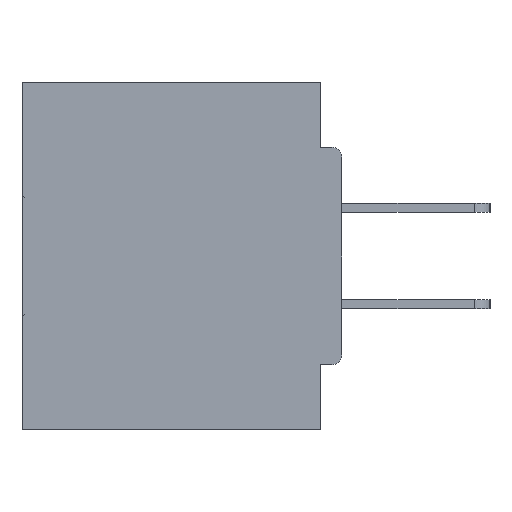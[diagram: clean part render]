
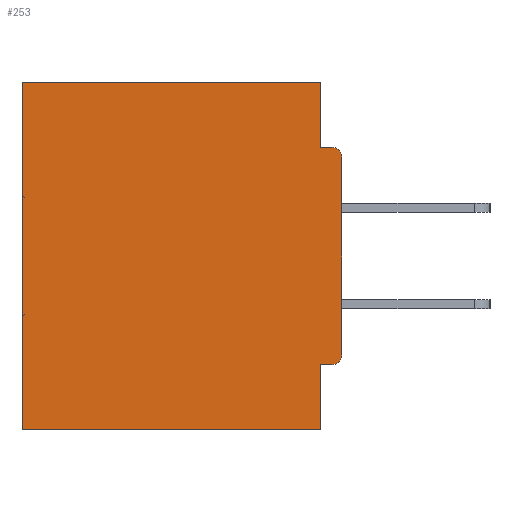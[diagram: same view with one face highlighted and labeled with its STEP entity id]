
A CAD part, left-side view. The second image highlights one B-rep face of the part: STEP entity #253.
In plain terms, the highlighted planar face has unit normal (-1, 0, 0).
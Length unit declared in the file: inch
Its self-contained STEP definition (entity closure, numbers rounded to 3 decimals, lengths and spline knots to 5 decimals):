
#253 = ADVANCED_FACE ( 'NONE', ( #15464 ), #11317, .F. ) ;
#2052 = CARTESIAN_POINT ( 'NONE',  ( 0.298, 0., 0. ) ) ;
#3052 = LINE ( 'NONE', #40571, #27627 ) ;
#3181 = EDGE_CURVE ( 'NONE', #27114, #18109, #31502, .T. ) ;
#3757 = VERTEX_POINT ( 'NONE', #42524 ) ;
#4768 = DIRECTION ( 'NONE',  ( -1., 0., 0. ) ) ;
#5058 = CARTESIAN_POINT ( 'NONE',  ( 0.298, 0., -0.4065 ) ) ;
#5135 = VERTEX_POINT ( 'NONE', #16692 ) ;
#5615 = VECTOR ( 'NONE', #21162, 39.37008 ) ;
#5770 = EDGE_CURVE ( 'NONE', #5135, #24335, #3052, .T. ) ;
#6409 = DIRECTION ( 'NONE',  ( 0., 1., 0. ) ) ;
#6900 = EDGE_CURVE ( 'NONE', #43011, #40711, #26990, .T. ) ;
#7013 = VECTOR ( 'NONE', #17225, 39.37008 ) ;
#7694 = DIRECTION ( 'NONE',  ( 0., 0., -1. ) ) ;
#8334 = DIRECTION ( 'NONE',  ( 0., 0., -1. ) ) ;
#8335 = DIRECTION ( 'NONE',  ( 0., 1., 0. ) ) ;
#8995 = ORIENTED_EDGE ( 'NONE', *, *, #26511, .T. ) ;
#9591 = CIRCLE ( 'NONE', #11082, 0.015 ) ;
#9834 = ORIENTED_EDGE ( 'NONE', *, *, #39099, .F. ) ;
#11082 = AXIS2_PLACEMENT_3D ( 'NONE', #21639, #4768, #8334 ) ;
#11317 = PLANE ( 'NONE',  #38864 ) ;
#12493 = CARTESIAN_POINT ( 'NONE',  ( 0.298, 0., 0. ) ) ;
#12813 = EDGE_CURVE ( 'NONE', #14791, #32896, #22129, .T. ) ;
#13502 = DIRECTION ( 'NONE',  ( 0., 0., -1. ) ) ;
#13803 = CARTESIAN_POINT ( 'NONE',  ( 0.298, 0., 0. ) ) ;
#14449 = ORIENTED_EDGE ( 'NONE', *, *, #5770, .F. ) ;
#14545 = ORIENTED_EDGE ( 'NONE', *, *, #23711, .F. ) ;
#14711 = LINE ( 'NONE', #21741, #5615 ) ;
#14791 = VERTEX_POINT ( 'NONE', #16160 ) ;
#14907 = LINE ( 'NONE', #13803, #37779 ) ;
#15464 = FACE_OUTER_BOUND ( 'NONE', #36077, .T. ) ;
#15880 = CARTESIAN_POINT ( 'NONE',  ( 0.298, 0.015, -0.0935 ) ) ;
#16014 = CARTESIAN_POINT ( 'NONE',  ( 0.298, 0.031, -0.4065 ) ) ;
#16160 = CARTESIAN_POINT ( 'NONE',  ( 0.298, 0.015, -0.4065 ) ) ;
#16487 = EDGE_CURVE ( 'NONE', #3757, #32896, #14907, .T. ) ;
#16692 = CARTESIAN_POINT ( 'NONE',  ( 0.298, 0.031, -0.0935 ) ) ;
#17225 = DIRECTION ( 'NONE',  ( 0., 0., -1. ) ) ;
#18109 = VERTEX_POINT ( 'NONE', #41516 ) ;
#18980 = VECTOR ( 'NONE', #37408, 39.37008 ) ;
#19271 = CARTESIAN_POINT ( 'NONE',  ( 0.298, 0.031, -0.5 ) ) ;
#21162 = DIRECTION ( 'NONE',  ( 0., 0., -1. ) ) ;
#21639 = CARTESIAN_POINT ( 'NONE',  ( 0.298, 0.015, -0.1085 ) ) ;
#21741 = CARTESIAN_POINT ( 'NONE',  ( 0.298, 0.46, 0. ) ) ;
#22129 = CIRCLE ( 'NONE', #39730, 0.015 ) ;
#23638 = VECTOR ( 'NONE', #6409, 39.37008 ) ;
#23711 = EDGE_CURVE ( 'NONE', #14791, #43011, #39672, .T. ) ;
#24335 = VERTEX_POINT ( 'NONE', #15880 ) ;
#25354 = CARTESIAN_POINT ( 'NONE',  ( 0.298, 0.031, -0.5 ) ) ;
#25926 = DIRECTION ( 'NONE',  ( 0., 0., -1. ) ) ;
#26081 = ORIENTED_EDGE ( 'NONE', *, *, #16487, .F. ) ;
#26511 = EDGE_CURVE ( 'NONE', #3757, #24335, #9591, .T. ) ;
#26990 = LINE ( 'NONE', #19271, #18980 ) ;
#27114 = VERTEX_POINT ( 'NONE', #39823 ) ;
#27617 = ORIENTED_EDGE ( 'NONE', *, *, #37131, .F. ) ;
#27627 = VECTOR ( 'NONE', #44002, 39.37008 ) ;
#27963 = CARTESIAN_POINT ( 'NONE',  ( 0.298, 0.46, -0.5 ) ) ;
#28009 = ORIENTED_EDGE ( 'NONE', *, *, #3181, .T. ) ;
#30691 = VECTOR ( 'NONE', #8335, 39.37008 ) ;
#30770 = VERTEX_POINT ( 'NONE', #27963 ) ;
#31294 = ORIENTED_EDGE ( 'NONE', *, *, #6900, .F. ) ;
#31502 = LINE ( 'NONE', #12493, #33030 ) ;
#32896 = VERTEX_POINT ( 'NONE', #38618 ) ;
#33030 = VECTOR ( 'NONE', #36178, 39.37008 ) ;
#35866 = DIRECTION ( 'NONE',  ( 1., 0., 0. ) ) ;
#36077 = EDGE_LOOP ( 'NONE', ( #8995, #14449, #9834, #28009, #38734, #27617, #31294, #14545, #41878, #26081 ) ) ;
#36178 = DIRECTION ( 'NONE',  ( 0., 1., 0. ) ) ;
#36390 = CARTESIAN_POINT ( 'NONE',  ( 0.298, 0.031, -0.5 ) ) ;
#37131 = EDGE_CURVE ( 'NONE', #40711, #30770, #39545, .T. ) ;
#37408 = DIRECTION ( 'NONE',  ( 0., 0., -1. ) ) ;
#37779 = VECTOR ( 'NONE', #13502, 39.37008 ) ;
#38618 = CARTESIAN_POINT ( 'NONE',  ( 0.298, 0., -0.3915 ) ) ;
#38734 = ORIENTED_EDGE ( 'NONE', *, *, #42818, .T. ) ;
#38864 = AXIS2_PLACEMENT_3D ( 'NONE', #2052, #35866, #25926 ) ;
#39099 = EDGE_CURVE ( 'NONE', #27114, #5135, #39441, .T. ) ;
#39441 = LINE ( 'NONE', #36390, #7013 ) ;
#39545 = LINE ( 'NONE', #43912, #23638 ) ;
#39672 = LINE ( 'NONE', #5058, #30691 ) ;
#39730 = AXIS2_PLACEMENT_3D ( 'NONE', #43977, #41592, #7694 ) ;
#39823 = CARTESIAN_POINT ( 'NONE',  ( 0.298, 0.031, 0. ) ) ;
#40571 = CARTESIAN_POINT ( 'NONE',  ( 0.298, 0., -0.0935 ) ) ;
#40711 = VERTEX_POINT ( 'NONE', #25354 ) ;
#41516 = CARTESIAN_POINT ( 'NONE',  ( 0.298, 0.46, 0. ) ) ;
#41592 = DIRECTION ( 'NONE',  ( -1., 0., 0. ) ) ;
#41878 = ORIENTED_EDGE ( 'NONE', *, *, #12813, .T. ) ;
#42524 = CARTESIAN_POINT ( 'NONE',  ( 0.298, 0., -0.1085 ) ) ;
#42818 = EDGE_CURVE ( 'NONE', #18109, #30770, #14711, .T. ) ;
#43011 = VERTEX_POINT ( 'NONE', #16014 ) ;
#43912 = CARTESIAN_POINT ( 'NONE',  ( 0.298, 0., -0.5 ) ) ;
#43977 = CARTESIAN_POINT ( 'NONE',  ( 0.298, 0.015, -0.3915 ) ) ;
#44002 = DIRECTION ( 'NONE',  ( 0., -1., 0. ) ) ;
